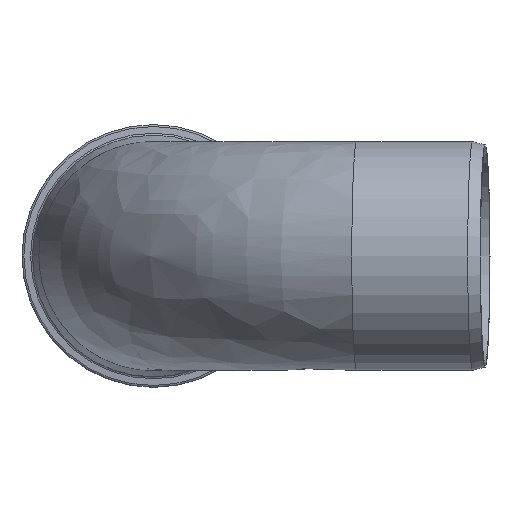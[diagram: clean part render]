
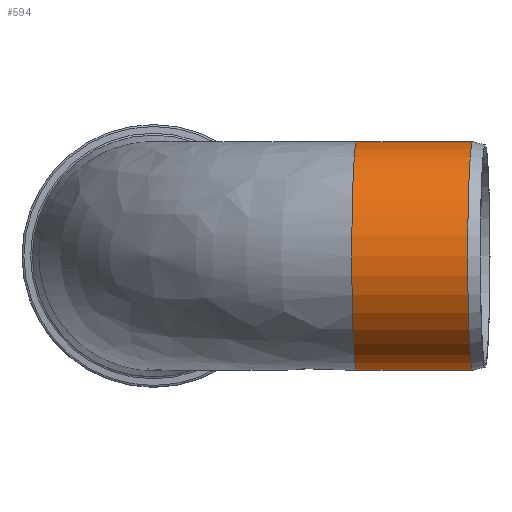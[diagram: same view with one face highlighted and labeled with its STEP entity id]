
A CAD part, front view. The second image highlights one B-rep face of the part: STEP entity #594.
In plain terms, the highlighted cylindrical face has radius 55.1 mm (diameter 110.2 mm), a full revolution.
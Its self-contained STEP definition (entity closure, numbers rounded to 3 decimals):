
#36=CYLINDRICAL_SURFACE('',#712,55.1);
#56=LINE('',#1319,#72);
#72=VECTOR('',#921,55.1);
#112=FACE_OUTER_BOUND('',#148,.T.);
#148=EDGE_LOOP('',(#548,#549,#550,#551,#552,#553));
#158=CIRCLE('',#626,55.1);
#159=CIRCLE('',#627,55.1);
#160=CIRCLE('',#628,55.1);
#216=CIRCLE('',#713,55.1);
#235=VERTEX_POINT('',#1112);
#236=VERTEX_POINT('',#1114);
#237=VERTEX_POINT('',#1116);
#285=VERTEX_POINT('',#1317);
#297=EDGE_CURVE('',#236,#235,#158,.T.);
#298=EDGE_CURVE('',#237,#236,#159,.T.);
#299=EDGE_CURVE('',#235,#237,#160,.T.);
#374=EDGE_CURVE('',#285,#285,#216,.T.);
#375=EDGE_CURVE('',#285,#236,#56,.T.);
#548=ORIENTED_EDGE('',*,*,#374,.F.);
#549=ORIENTED_EDGE('',*,*,#375,.T.);
#550=ORIENTED_EDGE('',*,*,#297,.T.);
#551=ORIENTED_EDGE('',*,*,#299,.T.);
#552=ORIENTED_EDGE('',*,*,#298,.T.);
#553=ORIENTED_EDGE('',*,*,#375,.F.);
#594=ADVANCED_FACE('',(#112),#36,.T.);
#626=AXIS2_PLACEMENT_3D('',#1115,#731,#732);
#627=AXIS2_PLACEMENT_3D('',#1117,#733,#734);
#628=AXIS2_PLACEMENT_3D('',#1118,#735,#736);
#712=AXIS2_PLACEMENT_3D('',#1316,#917,#918);
#713=AXIS2_PLACEMENT_3D('',#1318,#919,#920);
#731=DIRECTION('center_axis',(0.999,-0.044,0.));
#732=DIRECTION('ref_axis',(0.044,0.999,0.));
#733=DIRECTION('center_axis',(0.999,-0.044,0.));
#734=DIRECTION('ref_axis',(0.044,0.999,0.));
#735=DIRECTION('center_axis',(0.999,-0.044,0.));
#736=DIRECTION('ref_axis',(0.044,0.999,0.));
#917=DIRECTION('center_axis',(0.999,-0.044,0.));
#918=DIRECTION('ref_axis',(-0.044,-0.999,0.));
#919=DIRECTION('center_axis',(0.999,-0.044,0.));
#920=DIRECTION('ref_axis',(0.044,0.999,0.));
#921=DIRECTION('',(-0.999,0.044,0.));
#1112=CARTESIAN_POINT('',(98.007,-102.03,55.1));
#1114=CARTESIAN_POINT('',(100.41,-46.983,0.));
#1115=CARTESIAN_POINT('Origin',(98.007,-102.03,0.));
#1116=CARTESIAN_POINT('',(98.007,-102.03,-55.1));
#1117=CARTESIAN_POINT('Origin',(98.007,-102.03,0.));
#1118=CARTESIAN_POINT('Origin',(98.007,-102.03,0.));
#1316=CARTESIAN_POINT('Origin',(125.93,-103.249,0.));
#1317=CARTESIAN_POINT('',(156.257,-49.421,0.));
#1318=CARTESIAN_POINT('Origin',(153.853,-104.469,0.));
#1319=CARTESIAN_POINT('',(128.333,-48.202,0.));
